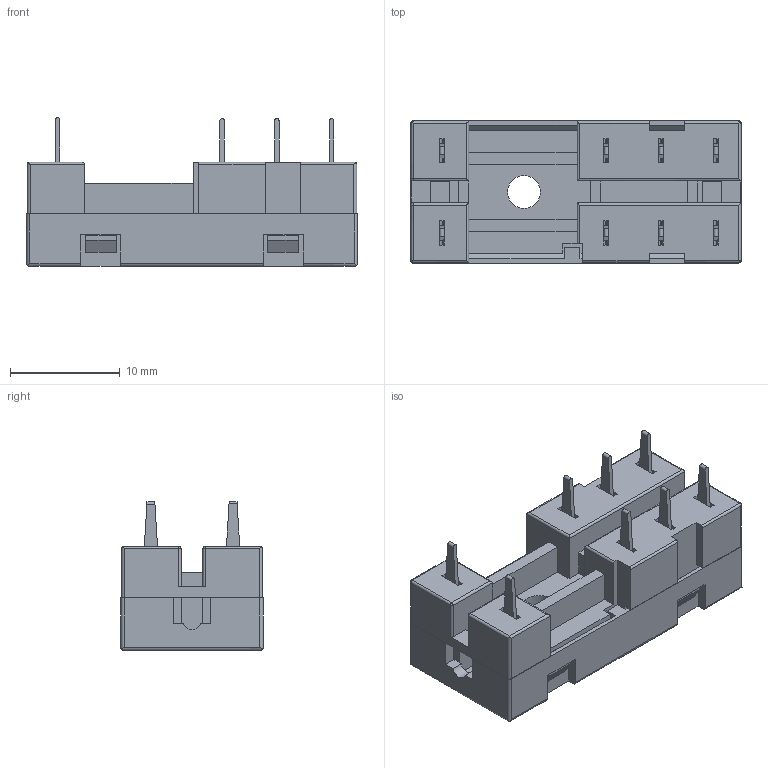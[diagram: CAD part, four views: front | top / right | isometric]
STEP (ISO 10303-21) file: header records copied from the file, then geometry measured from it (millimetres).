
FILE_DESCRIPTION(/* description */ (''),/* implementation_level */ '2;1');
FILE_NAME(/* name */ 'HR5XS21P.stp',/* time_stamp */ '2020-02-26T11:51:59+01:00',/* author */ ('Saletta UTP'),/* organization */ (''),/* preprocessor_version */ 'ST-DEVELOPER v16.1',/* originating_system */ 'Autodesk Inventor 2016',/* authorisation */ '');
FILE_SCHEMA (('AUTOMOTIVE_DESIGN { 1 0 10303 214 3 1 1 }'));
Length unit declared in the file: millimetre
Products named in the file (1): HR5XS21P 
Bounding box: 30.2 x 13 x 13.6 mm (x, y, z)
Volume: 2303.2 mm3; surface area: 3971.6 mm2
Topology: 1 solids, 1 shells, 1017 faces, 2577 edges, 1537 vertices
Faces by surface type: plane 816, cylinder 199, sphere 2
Full cylindrical faces by diameter (mm): 3 x1, 6 x1
Entity records: 29767 total; most frequent: CARTESIAN_POINT 5182, ORIENTED_EDGE 5144, DIRECTION 4985, EDGE_CURVE 2572, LINE 2179, VECTOR 2179, VERTEX_POINT 1536, AXIS2_PLACEMENT_3D 1403
